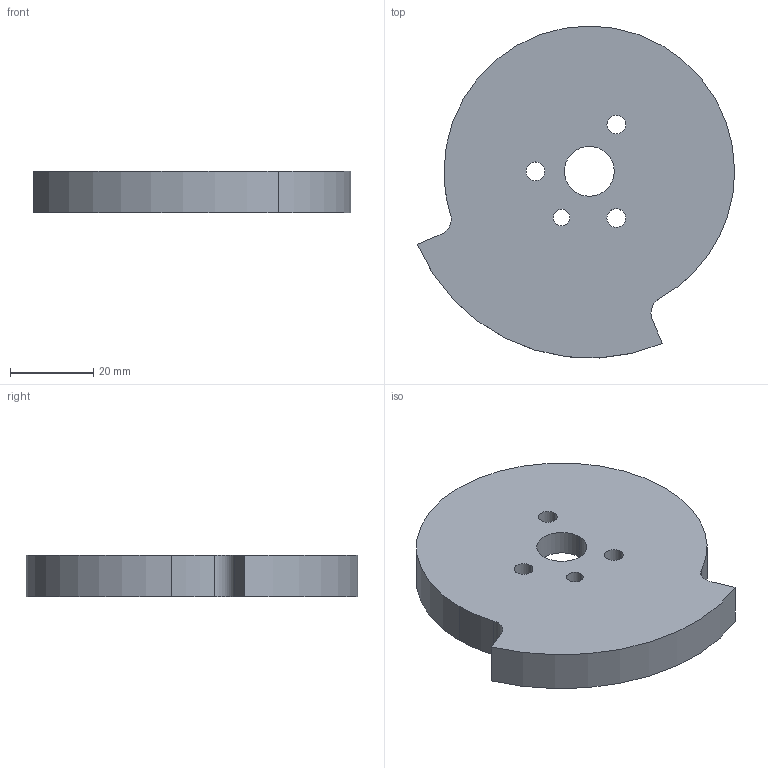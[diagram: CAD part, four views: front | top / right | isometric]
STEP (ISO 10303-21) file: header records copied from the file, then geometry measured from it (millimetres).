
FILE_DESCRIPTION (( 'STEP AP203' ), '1' );
FILE_NAME ('Came M300 008_Default_sldprt.STEP', '2017-12-12T20:31:52', ( '' ), ( '' ), 'SwSTEP 2.0', 'SolidWorks 2016', '' );
FILE_SCHEMA (( 'CONFIG_CONTROL_DESIGN' ));
Length unit declared in the file: millimetre
Products named in the file (1): Came M300 008_Default_sldprt
Bounding box: 76.42 x 79.94 x 10 mm (x, y, z)
Volume: 35931.7 mm3; surface area: 12328.6 mm2
Topology: 1 solids, 1 shells, 24 faces, 63 edges, 42 vertices
Faces by surface type: cylinder 19, plane 5
Entity records: 862 total; most frequent: DIRECTION 151, CARTESIAN_POINT 130, ORIENTED_EDGE 126, AXIS2_PLACEMENT_3D 63, EDGE_CURVE 63, VERTEX_POINT 42, CIRCLE 38, EDGE_LOOP 35
